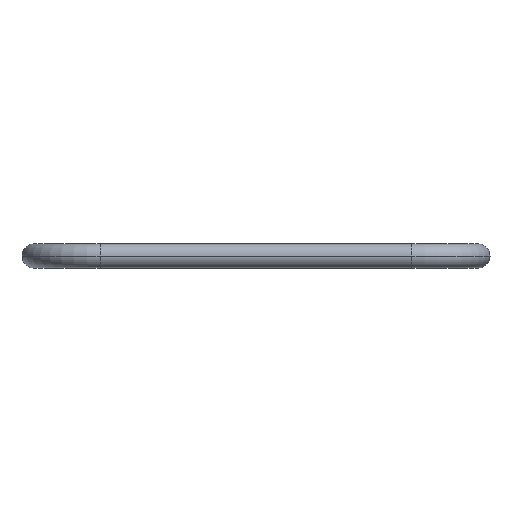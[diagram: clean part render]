
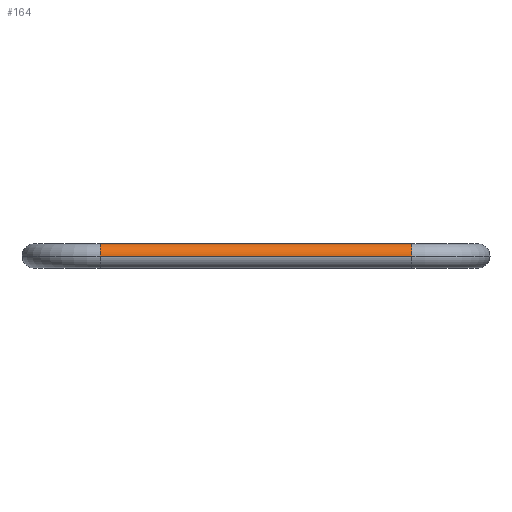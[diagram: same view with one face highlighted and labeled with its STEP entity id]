
A CAD part, front view. The second image highlights one B-rep face of the part: STEP entity #164.
In plain terms, the highlighted cylindrical face has radius 1.35 mm (diameter 2.7 mm), a partial arc.
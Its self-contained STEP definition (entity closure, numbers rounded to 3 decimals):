
#110=AXIS2_PLACEMENT_3D('Circle Axis2P3D',#108,#109,$) ;
#137=AXIS2_PLACEMENT_3D('Cylinder Axis2P3D',#134,#135,#136) ;
#148=AXIS2_PLACEMENT_3D('Circle Axis2P3D',#146,#147,$) ;
#108=CARTESIAN_POINT('Axis2P3D Location',(8.7,1.35,1.35)) ;
#112=CARTESIAN_POINT('Vertex',(8.7,0.,1.35)) ;
#114=CARTESIAN_POINT('Vertex',(8.7,2.7,1.35)) ;
#134=CARTESIAN_POINT('Axis2P3D Location',(26.05,1.35,1.35)) ;
#139=CARTESIAN_POINT('Line Origine',(26.05,0.,1.35)) ;
#143=CARTESIAN_POINT('Vertex',(43.4,0.,1.35)) ;
#146=CARTESIAN_POINT('Axis2P3D Location',(43.4,1.35,1.35)) ;
#150=CARTESIAN_POINT('Vertex',(43.4,2.7,1.35)) ;
#153=CARTESIAN_POINT('Line Origine',(26.05,2.7,1.35)) ;
#109=DIRECTION('Axis2P3D Direction',(-1.,0.,0.)) ;
#135=DIRECTION('Axis2P3D Direction',(-1.,0.,0.)) ;
#136=DIRECTION('Axis2P3D XDirection',(0.,-1.,0.)) ;
#140=DIRECTION('Vector Direction',(-1.,0.,0.)) ;
#147=DIRECTION('Axis2P3D Direction',(-1.,0.,0.)) ;
#154=DIRECTION('Vector Direction',(-1.,0.,0.)) ;
#141=VECTOR('Line Direction',#140,1.) ;
#155=VECTOR('Line Direction',#154,1.) ;
#159=ORIENTED_EDGE('',*,*,#145,.F.) ;
#160=ORIENTED_EDGE('',*,*,#152,.T.) ;
#161=ORIENTED_EDGE('',*,*,#157,.T.) ;
#162=ORIENTED_EDGE('',*,*,#116,.F.) ;
#164=ADVANCED_FACE('Aussenkoerper',(#163),#138,.T.) ;
#111=CIRCLE('generated circle',#110,1.35) ;
#149=CIRCLE('generated circle',#148,1.35) ;
#138=CYLINDRICAL_SURFACE('generated cylinder',#137,1.35) ;
#116=EDGE_CURVE('',#113,#115,#111,.T.) ;
#145=EDGE_CURVE('',#144,#113,#142,.T.) ;
#152=EDGE_CURVE('',#144,#151,#149,.T.) ;
#157=EDGE_CURVE('',#151,#115,#156,.T.) ;
#158=EDGE_LOOP('',(#159,#160,#161,#162)) ;
#163=FACE_OUTER_BOUND('',#158,.T.) ;
#142=LINE('Line',#139,#141) ;
#156=LINE('Line',#153,#155) ;
#113=VERTEX_POINT('',#112) ;
#115=VERTEX_POINT('',#114) ;
#144=VERTEX_POINT('',#143) ;
#151=VERTEX_POINT('',#150) ;
